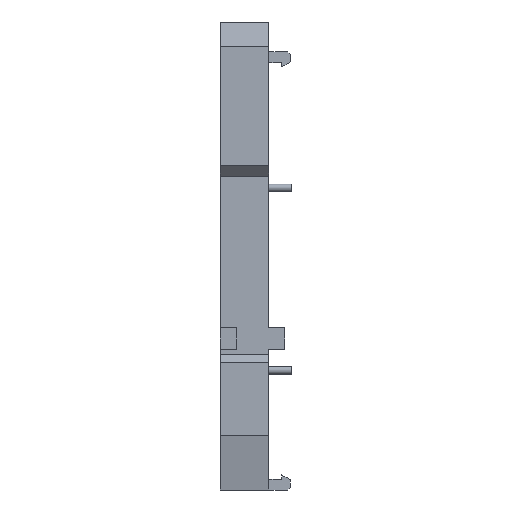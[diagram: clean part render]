
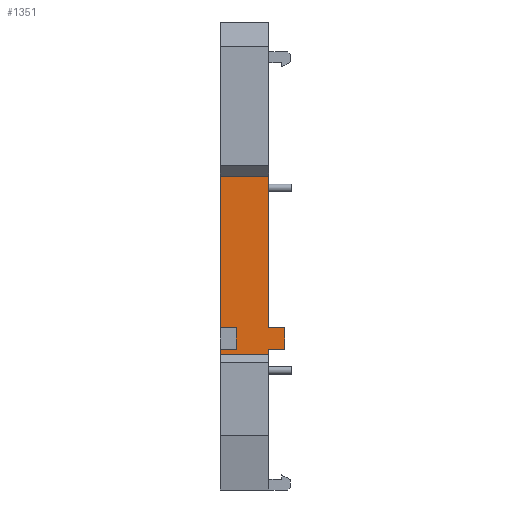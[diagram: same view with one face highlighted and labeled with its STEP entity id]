
A CAD part, front view. The second image highlights one B-rep face of the part: STEP entity #1351.
In plain terms, the highlighted planar face has unit normal (0, -1, 0).
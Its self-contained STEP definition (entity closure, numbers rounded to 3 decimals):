
#24 = CARTESIAN_POINT ( 'NONE',  ( 7.5, -27.8, -14.6 ) ) ;
#45 = DIRECTION ( 'NONE',  ( -1., 0., 0. ) ) ;
#433 = EDGE_CURVE ( 'NONE', #6633, #3762, #1950, .T. ) ;
#482 = ORIENTED_EDGE ( 'NONE', *, *, #5324, .T. ) ;
#483 = VECTOR ( 'NONE', #3868, 1000. ) ;
#550 = CARTESIAN_POINT ( 'NONE',  ( -1.5, -27.8, -14.6 ) ) ;
#551 = EDGE_CURVE ( 'NONE', #2855, #6169, #2946, .T. ) ;
#581 = AXIS2_PLACEMENT_3D ( 'NONE', #6661, #3681, #7765 ) ;
#651 = DIRECTION ( 'NONE',  ( 1., 0., 0. ) ) ;
#678 = CARTESIAN_POINT ( 'NONE',  ( 4.5, -27.8, 17.4 ) ) ;
#707 = CARTESIAN_POINT ( 'NONE',  ( -4.5, -27.8, 17.4 ) ) ;
#874 = CARTESIAN_POINT ( 'NONE',  ( 4.5, -27.8, -10.6 ) ) ;
#1030 = EDGE_CURVE ( 'NONE', #5234, #7529, #6595, .T. ) ;
#1100 = EDGE_CURVE ( 'NONE', #3239, #2855, #2011, .T. ) ;
#1105 = VECTOR ( 'NONE', #6792, 1000. ) ;
#1142 = VERTEX_POINT ( 'NONE', #3302 ) ;
#1220 = ORIENTED_EDGE ( 'NONE', *, *, #1030, .F. ) ;
#1301 = EDGE_CURVE ( 'NONE', #3239, #3762, #5457, .T. ) ;
#1351 = ADVANCED_FACE ( 'NONE', ( #7254 ), #5496, .F. ) ;
#1449 = EDGE_CURVE ( 'NONE', #1142, #5234, #3130, .T. ) ;
#1479 = ORIENTED_EDGE ( 'NONE', *, *, #1100, .F. ) ;
#1518 = ORIENTED_EDGE ( 'NONE', *, *, #1449, .F. ) ;
#1729 = VECTOR ( 'NONE', #2175, 1000. ) ;
#1817 = VECTOR ( 'NONE', #651, 1000. ) ;
#1880 = DIRECTION ( 'NONE',  ( -1., 0., 0. ) ) ;
#1891 = LINE ( 'NONE', #678, #6952 ) ;
#1950 = LINE ( 'NONE', #6263, #483 ) ;
#2011 = LINE ( 'NONE', #7391, #2249 ) ;
#2175 = DIRECTION ( 'NONE',  ( -1., 0., 0. ) ) ;
#2249 = VECTOR ( 'NONE', #4373, 1000. ) ;
#2454 = CARTESIAN_POINT ( 'NONE',  ( 7.5, -27.8, -14.6 ) ) ;
#2567 = CARTESIAN_POINT ( 'NONE',  ( 7.5, -27.8, -10.6 ) ) ;
#2709 = DIRECTION ( 'NONE',  ( 1., 0., 0. ) ) ;
#2855 = VERTEX_POINT ( 'NONE', #5633 ) ;
#2856 = LINE ( 'NONE', #3938, #3840 ) ;
#2902 = ORIENTED_EDGE ( 'NONE', *, *, #6116, .F. ) ;
#2939 = CARTESIAN_POINT ( 'NONE',  ( 7.5, -27.8, -10.6 ) ) ;
#2946 = LINE ( 'NONE', #5283, #6244 ) ;
#3058 = DIRECTION ( 'NONE',  ( 0., 0., 1. ) ) ;
#3130 = LINE ( 'NONE', #2567, #1105 ) ;
#3233 = LINE ( 'NONE', #6253, #1817 ) ;
#3239 = VERTEX_POINT ( 'NONE', #4172 ) ;
#3302 = CARTESIAN_POINT ( 'NONE',  ( 7.5, -27.8, -10.6 ) ) ;
#3413 = VECTOR ( 'NONE', #45, 1000. ) ;
#3433 = VERTEX_POINT ( 'NONE', #4496 ) ;
#3587 = EDGE_CURVE ( 'NONE', #6633, #5527, #2856, .T. ) ;
#3620 = LINE ( 'NONE', #3663, #4422 ) ;
#3663 = CARTESIAN_POINT ( 'NONE',  ( -4.5, -27.8, 17.4 ) ) ;
#3681 = DIRECTION ( 'NONE',  ( 0., 1., 0. ) ) ;
#3762 = VERTEX_POINT ( 'NONE', #7601 ) ;
#3840 = VECTOR ( 'NONE', #2709, 1000. ) ;
#3868 = DIRECTION ( 'NONE',  ( 0., 0., 1. ) ) ;
#3911 = ORIENTED_EDGE ( 'NONE', *, *, #433, .F. ) ;
#3938 = CARTESIAN_POINT ( 'NONE',  ( -4.5, -27.8, -17.8 ) ) ;
#4031 = EDGE_CURVE ( 'NONE', #5155, #3433, #3233, .T. ) ;
#4157 = ORIENTED_EDGE ( 'NONE', *, *, #3587, .T. ) ;
#4172 = CARTESIAN_POINT ( 'NONE',  ( -1.5, -27.8, -14.6 ) ) ;
#4279 = CARTESIAN_POINT ( 'NONE',  ( -4.5, -27.8, -17.8 ) ) ;
#4373 = DIRECTION ( 'NONE',  ( 0., 0., 1. ) ) ;
#4422 = VECTOR ( 'NONE', #5442, 1000. ) ;
#4439 = CARTESIAN_POINT ( 'NONE',  ( 4.5, -27.8, -14.6 ) ) ;
#4496 = CARTESIAN_POINT ( 'NONE',  ( 4.5, -27.8, 17.4 ) ) ;
#4660 = DIRECTION ( 'NONE',  ( -1., 0., 0. ) ) ;
#4770 = VECTOR ( 'NONE', #7326, 1000. ) ;
#4887 = LINE ( 'NONE', #7281, #4770 ) ;
#5155 = VERTEX_POINT ( 'NONE', #707 ) ;
#5158 = ORIENTED_EDGE ( 'NONE', *, *, #1301, .T. ) ;
#5174 = ORIENTED_EDGE ( 'NONE', *, *, #7217, .T. ) ;
#5234 = VERTEX_POINT ( 'NONE', #24 ) ;
#5241 = LINE ( 'NONE', #2939, #1729 ) ;
#5283 = CARTESIAN_POINT ( 'NONE',  ( -1.5, -27.8, -10.6 ) ) ;
#5324 = EDGE_CURVE ( 'NONE', #7524, #3433, #1891, .T. ) ;
#5442 = DIRECTION ( 'NONE',  ( 0., 0., 1. ) ) ;
#5457 = LINE ( 'NONE', #550, #6071 ) ;
#5496 = PLANE ( 'NONE',  #581 ) ;
#5527 = VERTEX_POINT ( 'NONE', #6959 ) ;
#5633 = CARTESIAN_POINT ( 'NONE',  ( -1.5, -27.8, -10.6 ) ) ;
#5685 = EDGE_CURVE ( 'NONE', #5527, #7529, #4887, .T. ) ;
#5837 = EDGE_LOOP ( 'NONE', ( #1479, #5158, #3911, #4157, #6034, #1220, #1518, #5174, #482, #6647, #2902, #7059 ) ) ;
#6034 = ORIENTED_EDGE ( 'NONE', *, *, #5685, .T. ) ;
#6071 = VECTOR ( 'NONE', #1880, 1000. ) ;
#6116 = EDGE_CURVE ( 'NONE', #6169, #5155, #3620, .T. ) ;
#6169 = VERTEX_POINT ( 'NONE', #6644 ) ;
#6244 = VECTOR ( 'NONE', #4660, 1000. ) ;
#6253 = CARTESIAN_POINT ( 'NONE',  ( -4.5, -27.8, 17.4 ) ) ;
#6263 = CARTESIAN_POINT ( 'NONE',  ( -4.5, -27.8, 17.4 ) ) ;
#6595 = LINE ( 'NONE', #2454, #3413 ) ;
#6633 = VERTEX_POINT ( 'NONE', #4279 ) ;
#6644 = CARTESIAN_POINT ( 'NONE',  ( -4.5, -27.8, -10.6 ) ) ;
#6647 = ORIENTED_EDGE ( 'NONE', *, *, #4031, .F. ) ;
#6661 = CARTESIAN_POINT ( 'NONE',  ( -4.5, -27.8, 17.4 ) ) ;
#6792 = DIRECTION ( 'NONE',  ( 0., 0., -1. ) ) ;
#6952 = VECTOR ( 'NONE', #3058, 1000. ) ;
#6959 = CARTESIAN_POINT ( 'NONE',  ( 4.5, -27.8, -17.8 ) ) ;
#7059 = ORIENTED_EDGE ( 'NONE', *, *, #551, .F. ) ;
#7217 = EDGE_CURVE ( 'NONE', #1142, #7524, #5241, .T. ) ;
#7254 = FACE_OUTER_BOUND ( 'NONE', #5837, .T. ) ;
#7281 = CARTESIAN_POINT ( 'NONE',  ( 4.5, -27.8, 17.4 ) ) ;
#7326 = DIRECTION ( 'NONE',  ( 0., 0., 1. ) ) ;
#7391 = CARTESIAN_POINT ( 'NONE',  ( -1.5, -27.8, 0. ) ) ;
#7524 = VERTEX_POINT ( 'NONE', #874 ) ;
#7529 = VERTEX_POINT ( 'NONE', #4439 ) ;
#7601 = CARTESIAN_POINT ( 'NONE',  ( -4.5, -27.8, -14.6 ) ) ;
#7765 = DIRECTION ( 'NONE',  ( 0., 0., 1. ) ) ;
